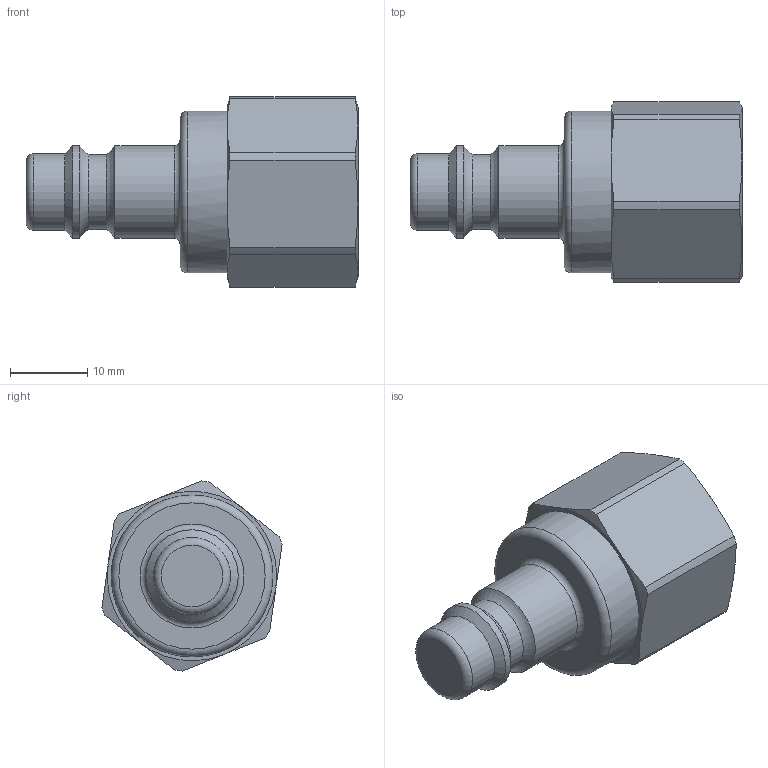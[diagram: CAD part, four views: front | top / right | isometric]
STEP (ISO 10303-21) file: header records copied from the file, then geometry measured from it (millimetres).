
FILE_DESCRIPTION((''),'2;1');
FILE_NAME('25sbiw17mpx.stp','2015-02-03T11:22:45',('IA176480'),(''),'Autodesk Inventor 2013','Autodesk Inventor 2013','');
FILE_SCHEMA(('AUTOMOTIVE_DESIGN { 1 0 10303 214 1 1 1 1 }'));
Length unit declared in the file: millimetre
Products named in the file (1): D113335
Bounding box: 43.1 x 23.4 x 24.68 mm (x, y, z)
Volume: 9394.8 mm3; surface area: 4126.3 mm2
Topology: 1 solids, 3 shells, 54 faces, 115 edges, 70 vertices
Faces by surface type: cone 19, plane 15, cylinder 15, torus 5
Full cylindrical faces by diameter (mm): 9.75 x1, 10 x1, 12 x2, 14.95 x1, 16.5 x1, 17 x2, 21 x1
Entity records: 1357 total; most frequent: CARTESIAN_POINT 255, DIRECTION 226, ORIENTED_EDGE 176, AXIS2_PLACEMENT_3D 107, EDGE_CURVE 88, EDGE_LOOP 82, VERTEX_POINT 64, FACE_OUTER_BOUND 54
